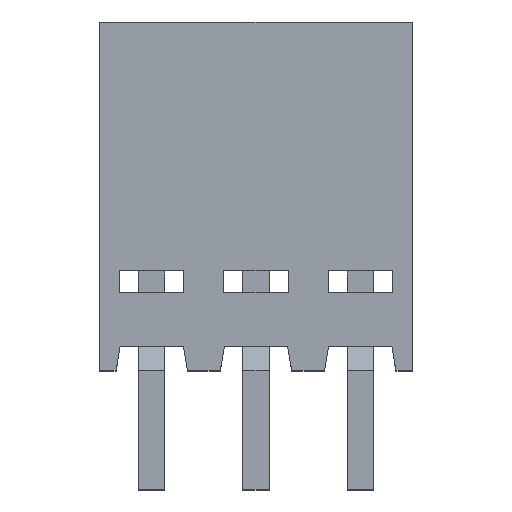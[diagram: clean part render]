
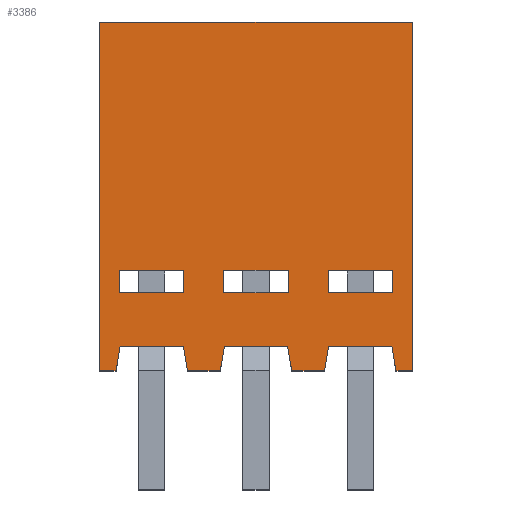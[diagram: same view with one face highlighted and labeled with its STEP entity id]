
A CAD part, top view. The second image highlights one B-rep face of the part: STEP entity #3386.
In plain terms, the highlighted planar face has unit normal (0, 0, 1).
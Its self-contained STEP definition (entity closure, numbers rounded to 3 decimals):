
#669=DIRECTION('',(0.164,-0.986,0.));
#670=VECTOR('',#669,0.608);
#671=CARTESIAN_POINT('',(3.31,-3.65,1.27));
#672=LINE('',#671,#670);
#673=DIRECTION('',(1.,0.,0.));
#674=VECTOR('',#673,1.54);
#675=CARTESIAN_POINT('',(1.77,-3.65,1.27));
#676=LINE('',#675,#674);
#677=DIRECTION('',(0.164,0.986,0.));
#678=VECTOR('',#677,0.608);
#679=CARTESIAN_POINT('',(1.67,-4.25,1.27));
#680=LINE('',#679,#678);
#681=DIRECTION('',(1.,0.,0.));
#682=VECTOR('',#681,0.8);
#683=CARTESIAN_POINT('',(0.87,-4.25,1.27));
#684=LINE('',#683,#682);
#685=DIRECTION('',(0.164,-0.986,0.));
#686=VECTOR('',#685,0.608);
#687=CARTESIAN_POINT('',(0.77,-3.65,1.27));
#688=LINE('',#687,#686);
#689=DIRECTION('',(1.,0.,0.));
#690=VECTOR('',#689,1.54);
#691=CARTESIAN_POINT('',(-0.77,-3.65,1.27));
#692=LINE('',#691,#690);
#693=DIRECTION('',(0.164,0.986,0.));
#694=VECTOR('',#693,0.608);
#695=CARTESIAN_POINT('',(-0.87,-4.25,1.27));
#696=LINE('',#695,#694);
#697=DIRECTION('',(1.,0.,0.));
#698=VECTOR('',#697,0.8);
#699=CARTESIAN_POINT('',(-1.67,-4.25,1.27));
#700=LINE('',#699,#698);
#701=DIRECTION('',(0.164,-0.986,0.));
#702=VECTOR('',#701,0.608);
#703=CARTESIAN_POINT('',(-1.77,-3.65,1.27));
#704=LINE('',#703,#702);
#705=DIRECTION('',(1.,0.,0.));
#706=VECTOR('',#705,1.54);
#707=CARTESIAN_POINT('',(-3.31,-3.65,1.27));
#708=LINE('',#707,#706);
#709=DIRECTION('',(0.164,0.986,0.));
#710=VECTOR('',#709,0.608);
#711=CARTESIAN_POINT('',(-3.41,-4.25,1.27));
#712=LINE('',#711,#710);
#713=DIRECTION('',(1.,0.,0.));
#714=VECTOR('',#713,0.4);
#715=CARTESIAN_POINT('',(-3.81,-4.25,1.27));
#716=LINE('',#715,#714);
#717=DIRECTION('',(0.,-1.,0.));
#718=VECTOR('',#717,8.5);
#719=CARTESIAN_POINT('',(-3.81,4.25,1.27));
#720=LINE('',#719,#718);
#721=DIRECTION('',(-1.,0.,0.));
#722=VECTOR('',#721,7.62);
#723=CARTESIAN_POINT('',(3.81,4.25,1.27));
#724=LINE('',#723,#722);
#725=DIRECTION('',(0.,1.,0.));
#726=VECTOR('',#725,8.5);
#727=CARTESIAN_POINT('',(3.81,-4.25,1.27));
#728=LINE('',#727,#726);
#729=DIRECTION('',(1.,0.,0.));
#730=VECTOR('',#729,0.4);
#731=CARTESIAN_POINT('',(3.41,-4.25,1.27));
#732=LINE('',#731,#730);
#733=DIRECTION('',(0.,-1.,0.));
#734=VECTOR('',#733,0.55);
#735=CARTESIAN_POINT('',(-3.325,-1.8,1.27));
#736=LINE('',#735,#734);
#737=DIRECTION('',(1.,0.,0.));
#738=VECTOR('',#737,1.57);
#739=CARTESIAN_POINT('',(-3.325,-2.35,1.27));
#740=LINE('',#739,#738);
#741=DIRECTION('',(0.,1.,0.));
#742=VECTOR('',#741,0.55);
#743=CARTESIAN_POINT('',(-1.755,-2.35,1.27));
#744=LINE('',#743,#742);
#745=DIRECTION('',(-1.,0.,0.));
#746=VECTOR('',#745,1.57);
#747=CARTESIAN_POINT('',(-1.755,-1.8,1.27));
#748=LINE('',#747,#746);
#749=DIRECTION('',(0.,-1.,0.));
#750=VECTOR('',#749,0.55);
#751=CARTESIAN_POINT('',(-0.785,-1.8,1.27));
#752=LINE('',#751,#750);
#753=DIRECTION('',(1.,0.,0.));
#754=VECTOR('',#753,1.57);
#755=CARTESIAN_POINT('',(-0.785,-2.35,1.27));
#756=LINE('',#755,#754);
#757=DIRECTION('',(0.,1.,0.));
#758=VECTOR('',#757,0.55);
#759=CARTESIAN_POINT('',(0.785,-2.35,1.27));
#760=LINE('',#759,#758);
#761=DIRECTION('',(-1.,0.,0.));
#762=VECTOR('',#761,1.57);
#763=CARTESIAN_POINT('',(0.785,-1.8,1.27));
#764=LINE('',#763,#762);
#765=DIRECTION('',(0.,-1.,0.));
#766=VECTOR('',#765,0.55);
#767=CARTESIAN_POINT('',(1.755,-1.8,1.27));
#768=LINE('',#767,#766);
#769=DIRECTION('',(1.,0.,0.));
#770=VECTOR('',#769,1.57);
#771=CARTESIAN_POINT('',(1.755,-2.35,1.27));
#772=LINE('',#771,#770);
#773=DIRECTION('',(0.,1.,0.));
#774=VECTOR('',#773,0.55);
#775=CARTESIAN_POINT('',(3.325,-2.35,1.27));
#776=LINE('',#775,#774);
#777=DIRECTION('',(-1.,0.,0.));
#778=VECTOR('',#777,1.57);
#779=CARTESIAN_POINT('',(3.325,-1.8,1.27));
#780=LINE('',#779,#778);
#1789=CARTESIAN_POINT('',(-3.81,4.25,1.27));
#1790=CARTESIAN_POINT('',(-3.81,-4.25,1.27));
#1791=VERTEX_POINT('',#1789);
#1792=VERTEX_POINT('',#1790);
#1793=CARTESIAN_POINT('',(3.81,-4.25,1.27));
#1794=CARTESIAN_POINT('',(3.81,4.25,1.27));
#1795=VERTEX_POINT('',#1793);
#1796=VERTEX_POINT('',#1794);
#1853=CARTESIAN_POINT('',(-1.77,-3.65,1.27));
#1854=CARTESIAN_POINT('',(-1.67,-4.25,1.27));
#1855=VERTEX_POINT('',#1853);
#1856=VERTEX_POINT('',#1854);
#1857=CARTESIAN_POINT('',(-3.41,-4.25,1.27));
#1858=CARTESIAN_POINT('',(-3.31,-3.65,1.27));
#1859=VERTEX_POINT('',#1857);
#1860=VERTEX_POINT('',#1858);
#1877=CARTESIAN_POINT('',(-3.325,-1.8,1.27));
#1878=CARTESIAN_POINT('',(-3.325,-2.35,1.27));
#1879=VERTEX_POINT('',#1877);
#1880=VERTEX_POINT('',#1878);
#1881=CARTESIAN_POINT('',(-1.755,-2.35,1.27));
#1882=VERTEX_POINT('',#1881);
#1883=CARTESIAN_POINT('',(-1.755,-1.8,1.27));
#1884=VERTEX_POINT('',#1883);
#2061=CARTESIAN_POINT('',(0.77,-3.65,1.27));
#2062=CARTESIAN_POINT('',(0.87,-4.25,1.27));
#2063=VERTEX_POINT('',#2061);
#2064=VERTEX_POINT('',#2062);
#2065=CARTESIAN_POINT('',(-0.87,-4.25,1.27));
#2066=CARTESIAN_POINT('',(-0.77,-3.65,1.27));
#2067=VERTEX_POINT('',#2065);
#2068=VERTEX_POINT('',#2066);
#2093=CARTESIAN_POINT('',(3.31,-3.65,1.27));
#2094=CARTESIAN_POINT('',(3.41,-4.25,1.27));
#2095=VERTEX_POINT('',#2093);
#2096=VERTEX_POINT('',#2094);
#2097=CARTESIAN_POINT('',(1.67,-4.25,1.27));
#2098=CARTESIAN_POINT('',(1.77,-3.65,1.27));
#2099=VERTEX_POINT('',#2097);
#2100=VERTEX_POINT('',#2098);
#2125=CARTESIAN_POINT('',(-0.785,-1.8,1.27));
#2126=CARTESIAN_POINT('',(-0.785,-2.35,1.27));
#2127=VERTEX_POINT('',#2125);
#2128=VERTEX_POINT('',#2126);
#2129=CARTESIAN_POINT('',(0.785,-2.35,1.27));
#2130=VERTEX_POINT('',#2129);
#2131=CARTESIAN_POINT('',(0.785,-1.8,1.27));
#2132=VERTEX_POINT('',#2131);
#2157=CARTESIAN_POINT('',(1.755,-1.8,1.27));
#2158=CARTESIAN_POINT('',(1.755,-2.35,1.27));
#2159=VERTEX_POINT('',#2157);
#2160=VERTEX_POINT('',#2158);
#2161=CARTESIAN_POINT('',(3.325,-2.35,1.27));
#2162=VERTEX_POINT('',#2161);
#2163=CARTESIAN_POINT('',(3.325,-1.8,1.27));
#2164=VERTEX_POINT('',#2163);
#3329=CARTESIAN_POINT('',(0.,0.,1.27));
#3330=DIRECTION('',(0.,0.,1.));
#3331=DIRECTION('',(1.,0.,0.));
#3332=AXIS2_PLACEMENT_3D('',#3329,#3330,#3331);
#3333=PLANE('',#3332);
#3334=ORIENTED_EDGE('',*,*,#2459,.F.);
#3336=ORIENTED_EDGE('',*,*,#3335,.F.);
#3338=ORIENTED_EDGE('',*,*,#3337,.F.);
#3339=ORIENTED_EDGE('',*,*,#2646,.F.);
#3341=ORIENTED_EDGE('',*,*,#3340,.F.);
#3343=ORIENTED_EDGE('',*,*,#3342,.F.);
#3345=ORIENTED_EDGE('',*,*,#3344,.F.);
#3346=ORIENTED_EDGE('',*,*,#2628,.F.);
#3347=ORIENTED_EDGE('',*,*,#2948,.F.);
#3348=ORIENTED_EDGE('',*,*,#2972,.F.);
#3349=ORIENTED_EDGE('',*,*,#3004,.F.);
#3350=ORIENTED_EDGE('',*,*,#2564,.F.);
#3351=ORIENTED_EDGE('',*,*,#2676,.F.);
#3352=ORIENTED_EDGE('',*,*,#2696,.F.);
#3353=ORIENTED_EDGE('',*,*,#2735,.F.);
#3354=ORIENTED_EDGE('',*,*,#2602,.F.);
#3355=EDGE_LOOP('',(#3334,#3336,#3338,#3339,#3341,#3343,#3345,#3346,#3347,#3348,
#3349,#3350,#3351,#3352,#3353,#3354));
#3356=FACE_OUTER_BOUND('',#3355,.F.);
#3358=ORIENTED_EDGE('',*,*,#3357,.T.);
#3359=ORIENTED_EDGE('',*,*,#3300,.T.);
#3361=ORIENTED_EDGE('',*,*,#3360,.T.);
#3363=ORIENTED_EDGE('',*,*,#3362,.T.);
#3364=EDGE_LOOP('',(#3358,#3359,#3361,#3363));
#3365=FACE_BOUND('',#3364,.F.);
#3367=ORIENTED_EDGE('',*,*,#3366,.T.);
#3369=ORIENTED_EDGE('',*,*,#3368,.T.);
#3371=ORIENTED_EDGE('',*,*,#3370,.T.);
#3373=ORIENTED_EDGE('',*,*,#3372,.T.);
#3374=EDGE_LOOP('',(#3367,#3369,#3371,#3373));
#3375=FACE_BOUND('',#3374,.F.);
#3377=ORIENTED_EDGE('',*,*,#3376,.T.);
#3379=ORIENTED_EDGE('',*,*,#3378,.T.);
#3381=ORIENTED_EDGE('',*,*,#3380,.T.);
#3383=ORIENTED_EDGE('',*,*,#3382,.T.);
#3384=EDGE_LOOP('',(#3377,#3379,#3381,#3383));
#3385=FACE_BOUND('',#3384,.F.);
#3386=ADVANCED_FACE('',(#3356,#3365,#3375,#3385),#3333,.T.);
#2459=EDGE_CURVE('',#2095,#2096,#672,.T.);
#2564=EDGE_CURVE('',#1792,#1859,#716,.T.);
#2602=EDGE_CURVE('',#2096,#1795,#732,.T.);
#2628=EDGE_CURVE('',#1856,#2067,#700,.T.);
#2646=EDGE_CURVE('',#2064,#2099,#684,.T.);
#2676=EDGE_CURVE('',#1791,#1792,#720,.T.);
#2696=EDGE_CURVE('',#1796,#1791,#724,.T.);
#2735=EDGE_CURVE('',#1795,#1796,#728,.T.);
#2948=EDGE_CURVE('',#1855,#1856,#704,.T.);
#2972=EDGE_CURVE('',#1860,#1855,#708,.T.);
#3004=EDGE_CURVE('',#1859,#1860,#712,.T.);
#3300=EDGE_CURVE('',#1880,#1882,#740,.T.);
#3335=EDGE_CURVE('',#2100,#2095,#676,.T.);
#3337=EDGE_CURVE('',#2099,#2100,#680,.T.);
#3340=EDGE_CURVE('',#2063,#2064,#688,.T.);
#3342=EDGE_CURVE('',#2068,#2063,#692,.T.);
#3344=EDGE_CURVE('',#2067,#2068,#696,.T.);
#3357=EDGE_CURVE('',#1879,#1880,#736,.T.);
#3360=EDGE_CURVE('',#1882,#1884,#744,.T.);
#3362=EDGE_CURVE('',#1884,#1879,#748,.T.);
#3366=EDGE_CURVE('',#2127,#2128,#752,.T.);
#3368=EDGE_CURVE('',#2128,#2130,#756,.T.);
#3370=EDGE_CURVE('',#2130,#2132,#760,.T.);
#3372=EDGE_CURVE('',#2132,#2127,#764,.T.);
#3376=EDGE_CURVE('',#2159,#2160,#768,.T.);
#3378=EDGE_CURVE('',#2160,#2162,#772,.T.);
#3380=EDGE_CURVE('',#2162,#2164,#776,.T.);
#3382=EDGE_CURVE('',#2164,#2159,#780,.T.);
